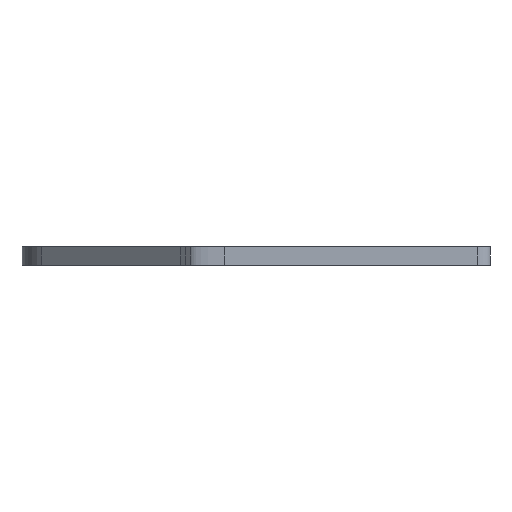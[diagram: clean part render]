
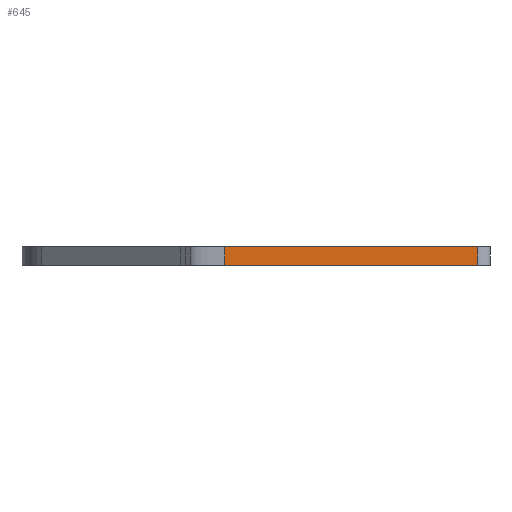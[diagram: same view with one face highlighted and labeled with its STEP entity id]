
A CAD part, left-side view. The second image highlights one B-rep face of the part: STEP entity #645.
In plain terms, the highlighted planar face has unit normal (-1, 0, 0).
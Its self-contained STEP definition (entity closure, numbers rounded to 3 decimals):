
#97 = ORIENTED_EDGE ( 'NONE', *, *, #225, .T. ) ;
#173 = CARTESIAN_POINT ( 'NONE',  ( 352.504, 0., 0. ) ) ;
#175 = EDGE_CURVE ( 'NONE', #1739, #831, #1899, .T. ) ;
#225 = EDGE_CURVE ( 'NONE', #831, #812, #1589, .T. ) ;
#251 = DIRECTION ( 'NONE',  ( 0., 0., -1. ) ) ;
#317 = EDGE_CURVE ( 'NONE', #1921, #812, #1841, .T. ) ;
#322 = VECTOR ( 'NONE', #734, 1000. ) ;
#414 = CARTESIAN_POINT ( 'NONE',  ( 352.504, -121.86, 4. ) ) ;
#462 = FACE_OUTER_BOUND ( 'NONE', #1179, .T. ) ;
#473 = DIRECTION ( 'NONE',  ( 1., 0., 0. ) ) ;
#565 = VECTOR ( 'NONE', #251, 1000. ) ;
#618 = CARTESIAN_POINT ( 'NONE',  ( 352.504, -176.197, 4. ) ) ;
#642 = ORIENTED_EDGE ( 'NONE', *, *, #1293, .F. ) ;
#645 = ADVANCED_FACE ( 'NONE', ( #462 ), #2171, .F. ) ;
#653 = DIRECTION ( 'NONE',  ( 0., -1., 0. ) ) ;
#655 = CARTESIAN_POINT ( 'NONE',  ( 352.504, 0., 4. ) ) ;
#734 = DIRECTION ( 'NONE',  ( 0., -1., 0. ) ) ;
#812 = VERTEX_POINT ( 'NONE', #2061 ) ;
#831 = VERTEX_POINT ( 'NONE', #2204 ) ;
#920 = CARTESIAN_POINT ( 'NONE',  ( 352.504, 0., 4. ) ) ;
#1071 = ORIENTED_EDGE ( 'NONE', *, *, #317, .F. ) ;
#1151 = DIRECTION ( 'NONE',  ( 0., 0., -1. ) ) ;
#1179 = EDGE_LOOP ( 'NONE', ( #97, #1071, #642, #2038 ) ) ;
#1290 = CARTESIAN_POINT ( 'NONE',  ( 352.504, -121.86, 4. ) ) ;
#1293 = EDGE_CURVE ( 'NONE', #1739, #1921, #1501, .T. ) ;
#1399 = CARTESIAN_POINT ( 'NONE',  ( 352.504, -176.197, 4. ) ) ;
#1501 = LINE ( 'NONE', #920, #1558 ) ;
#1510 = DIRECTION ( 'NONE',  ( 0., 0., -1. ) ) ;
#1558 = VECTOR ( 'NONE', #653, 1000. ) ;
#1589 = LINE ( 'NONE', #173, #322 ) ;
#1739 = VERTEX_POINT ( 'NONE', #1290 ) ;
#1841 = LINE ( 'NONE', #1399, #2118 ) ;
#1899 = LINE ( 'NONE', #414, #565 ) ;
#1921 = VERTEX_POINT ( 'NONE', #618 ) ;
#1929 = AXIS2_PLACEMENT_3D ( 'NONE', #655, #473, #1510 ) ;
#2038 = ORIENTED_EDGE ( 'NONE', *, *, #175, .T. ) ;
#2061 = CARTESIAN_POINT ( 'NONE',  ( 352.504, -176.197, 0. ) ) ;
#2118 = VECTOR ( 'NONE', #1151, 1000. ) ;
#2171 = PLANE ( 'NONE',  #1929 ) ;
#2204 = CARTESIAN_POINT ( 'NONE',  ( 352.504, -121.86, 0. ) ) ;
